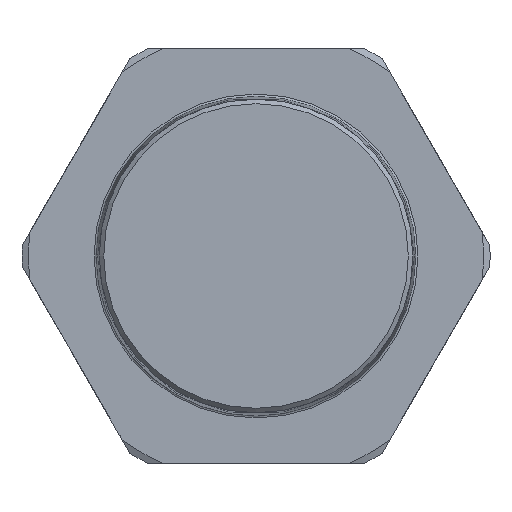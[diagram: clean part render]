
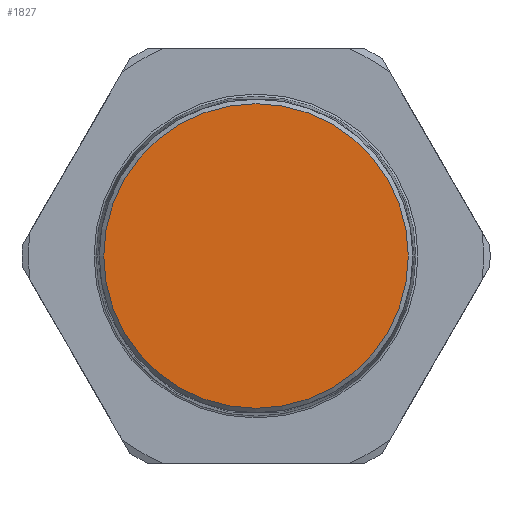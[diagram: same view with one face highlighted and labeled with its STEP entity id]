
A CAD part, left-side view. The second image highlights one B-rep face of the part: STEP entity #1827.
In plain terms, the highlighted planar face has unit normal (-1, 0, 0).
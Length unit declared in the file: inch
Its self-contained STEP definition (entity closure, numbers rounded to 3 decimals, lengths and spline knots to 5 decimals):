
#448=FACE_OUTER_BOUND('',#549,.T.);
#549=EDGE_LOOP('',(#1578));
#689=CIRCLE('',#2062,1.3706);
#865=VERTEX_POINT('',#3564);
#1112=EDGE_CURVE('',#865,#865,#689,.T.);
#1578=ORIENTED_EDGE('',*,*,#1112,.F.);
#1745=PLANE('',#2061);
#1827=ADVANCED_FACE('',(#448),#1745,.T.);
#2061=AXIS2_PLACEMENT_3D('',#3563,#2541,#2542);
#2062=AXIS2_PLACEMENT_3D('',#3565,#2543,#2544);
#2541=DIRECTION('center_axis',(-1.,0.,0.));
#2542=DIRECTION('ref_axis',(0.,0.,
-1.));
#2543=DIRECTION('center_axis',(1.,0.,0.));
#2544=DIRECTION('ref_axis',(0.,1.,0.));
#3563=CARTESIAN_POINT('Origin',(-2.72185,-1.40997,0.));
#3564=CARTESIAN_POINT('',(-2.72185,-1.3706,0.));
#3565=CARTESIAN_POINT('Origin',(-2.72185,0.,
0.));
